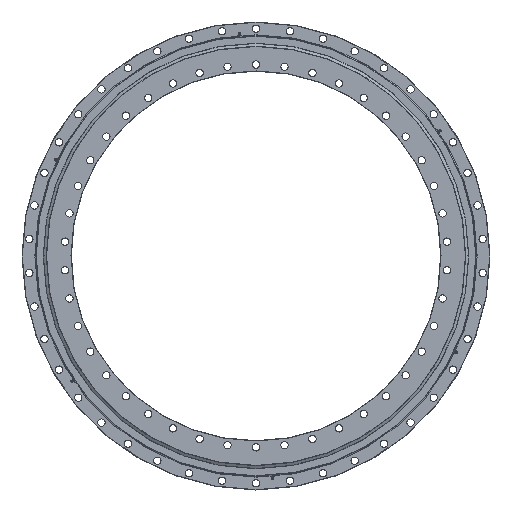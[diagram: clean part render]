
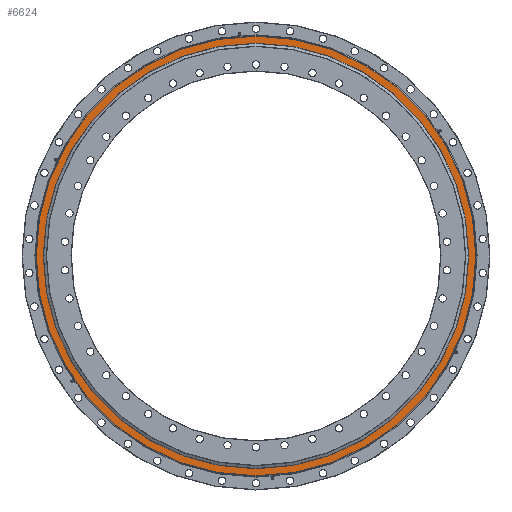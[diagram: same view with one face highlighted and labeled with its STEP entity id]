
A CAD part, top view. The second image highlights one B-rep face of the part: STEP entity #6624.
In plain terms, the highlighted face is planar.
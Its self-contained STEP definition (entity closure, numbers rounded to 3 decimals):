
#109 = CARTESIAN_POINT ( 'NONE',  ( 630., 0., -26. ) ) ;
#196 = VERTEX_POINT ( 'NONE', #109 ) ;
#875 = DIRECTION ( 'NONE',  ( 1., 0., 0. ) ) ;
#1030 = FACE_OUTER_BOUND ( 'NONE', #3764, .T. ) ;
#1653 = DIRECTION ( 'NONE',  ( 1., 0., 0. ) ) ;
#1703 = CARTESIAN_POINT ( 'NONE',  ( 0., 0., -26. ) ) ;
#2618 = CIRCLE ( 'NONE', #8166, 657.5 ) ;
#3238 = CIRCLE ( 'NONE', #11579, 630. ) ;
#3732 = ORIENTED_EDGE ( 'NONE', *, *, #8248, .T. ) ;
#3764 = EDGE_LOOP ( 'NONE', ( #3732, #10393 ) ) ;
#3985 = DIRECTION ( 'NONE',  ( 1., 0., 0. ) ) ;
#4116 = VERTEX_POINT ( 'NONE', #4933 ) ;
#4183 = VERTEX_POINT ( 'NONE', #10252 ) ;
#4726 = CIRCLE ( 'NONE', #5553, 630. ) ;
#4897 = DIRECTION ( 'NONE',  ( 0., 0., -1. ) ) ;
#4933 = CARTESIAN_POINT ( 'NONE',  ( -657.5, 0., -26. ) ) ;
#5553 = AXIS2_PLACEMENT_3D ( 'NONE', #1703, #12949, #10911 ) ;
#5796 = ORIENTED_EDGE ( 'NONE', *, *, #6315, .T. ) ;
#5904 = AXIS2_PLACEMENT_3D ( 'NONE', #9407, #11481, #7531 ) ;
#6108 = VERTEX_POINT ( 'NONE', #10503 ) ;
#6315 = EDGE_CURVE ( 'NONE', #6108, #196, #4726, .T. ) ;
#6624 = ADVANCED_FACE ( 'NONE', ( #12514, #1030 ), #8438, .F. ) ;
#7083 = ORIENTED_EDGE ( 'NONE', *, *, #10179, .T. ) ;
#7531 = DIRECTION ( 'NONE',  ( 1., 0., 0. ) ) ;
#8166 = AXIS2_PLACEMENT_3D ( 'NONE', #13030, #11866, #1653 ) ;
#8248 = EDGE_CURVE ( 'NONE', #4183, #4116, #2618, .T. ) ;
#8421 = EDGE_CURVE ( 'NONE', #4116, #4183, #11649, .T. ) ;
#8438 = PLANE ( 'NONE',  #5904 ) ;
#8600 = AXIS2_PLACEMENT_3D ( 'NONE', #11232, #4897, #3985 ) ;
#9407 = CARTESIAN_POINT ( 'NONE',  ( -658.5, 0., -26. ) ) ;
#9964 = CARTESIAN_POINT ( 'NONE',  ( 0., 0., -26. ) ) ;
#10179 = EDGE_CURVE ( 'NONE', #196, #6108, #3238, .T. ) ;
#10252 = CARTESIAN_POINT ( 'NONE',  ( 657.5, 0., -26. ) ) ;
#10393 = ORIENTED_EDGE ( 'NONE', *, *, #8421, .T. ) ;
#10503 = CARTESIAN_POINT ( 'NONE',  ( -630., 0., -26. ) ) ;
#10911 = DIRECTION ( 'NONE',  ( 1., 0., 0. ) ) ;
#11232 = CARTESIAN_POINT ( 'NONE',  ( 0., 0., -26. ) ) ;
#11481 = DIRECTION ( 'NONE',  ( 0., 0., 1. ) ) ;
#11579 = AXIS2_PLACEMENT_3D ( 'NONE', #9964, #13216, #875 ) ;
#11649 = CIRCLE ( 'NONE', #8600, 657.5 ) ;
#11866 = DIRECTION ( 'NONE',  ( 0., 0., -1. ) ) ;
#12231 = EDGE_LOOP ( 'NONE', ( #5796, #7083 ) ) ;
#12514 = FACE_BOUND ( 'NONE', #12231, .T. ) ;
#12949 = DIRECTION ( 'NONE',  ( 0., 0., 1. ) ) ;
#13030 = CARTESIAN_POINT ( 'NONE',  ( 0., 0., -26. ) ) ;
#13216 = DIRECTION ( 'NONE',  ( 0., 0., 1. ) ) ;
